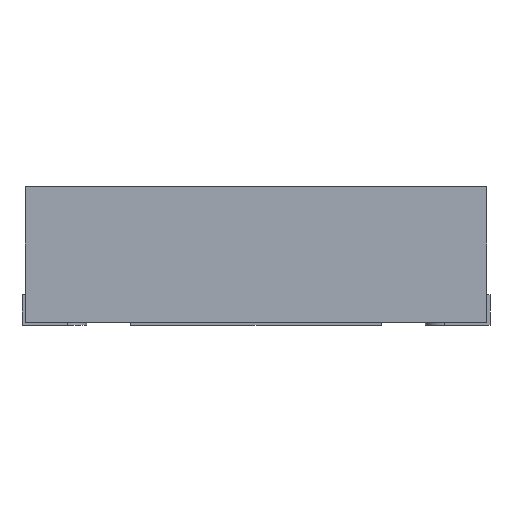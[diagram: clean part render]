
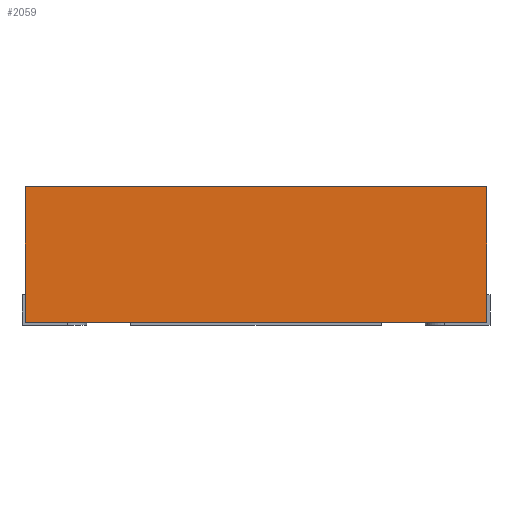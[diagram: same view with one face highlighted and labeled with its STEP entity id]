
A CAD part, left-side view. The second image highlights one B-rep face of the part: STEP entity #2059.
In plain terms, the highlighted planar face has unit normal (-1, 0, 0).
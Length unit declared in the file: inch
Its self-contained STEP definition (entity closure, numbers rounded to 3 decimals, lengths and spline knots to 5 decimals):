
#204 = PLANE('',#205);
#205 = AXIS2_PLACEMENT_3D('',#206,#207,#208);
#206 = CARTESIAN_POINT('',(0.00075,-0.01168,
    0.03543));
#207 = DIRECTION('',(0.,0.,-1.));
#208 = DIRECTION('',(-1.,0.,0.));
#299 = PLANE('',#300);
#300 = AXIS2_PLACEMENT_3D('',#301,#302,#303);
#301 = CARTESIAN_POINT('',(0.00075,-0.01168,
    0.00079));
#302 = DIRECTION('',(0.,0.,-1.));
#303 = DIRECTION('',(-1.,0.,0.));
#339 = PLANE('',#340);
#340 = AXIS2_PLACEMENT_3D('',#341,#342,#343);
#341 = CARTESIAN_POINT('',(0.03937,0.05906,
    0.00079));
#342 = DIRECTION('',(0.,-1.,0.));
#343 = DIRECTION('',(-1.,0.,0.));
#395 = PLANE('',#396);
#396 = AXIS2_PLACEMENT_3D('',#397,#398,#399);
#397 = CARTESIAN_POINT('',(0.03937,-0.05906,
    0.00079));
#398 = DIRECTION('',(0.,1.,0.));
#399 = DIRECTION('',(1.,0.,0.));
#921 = VERTEX_POINT('',#922);
#922 = CARTESIAN_POINT('',(-0.03937,-0.05906,
    0.00079));
#943 = EDGE_CURVE('',#921,#944,#946,.T.);
#944 = VERTEX_POINT('',#945);
#945 = CARTESIAN_POINT('',(-0.03937,0.05906,
    0.00079));
#946 = SURFACE_CURVE('',#947,(#951,#958),.PCURVE_S1.);
#947 = LINE('',#948,#949);
#948 = CARTESIAN_POINT('',(-0.03937,-0.05906,
    0.00079));
#949 = VECTOR('',#950,0.03937);
#950 = DIRECTION('',(0.,1.,0.));
#951 = PCURVE('',#299,#952);
#952 = DEFINITIONAL_REPRESENTATION('',(#953),#957);
#953 = LINE('',#954,#955);
#954 = CARTESIAN_POINT('',(0.04,-0.047));
#955 = VECTOR('',#956,1.);
#956 = DIRECTION('',(0.,1.));
#957 = ( GEOMETRIC_REPRESENTATION_CONTEXT(2) 
PARAMETRIC_REPRESENTATION_CONTEXT() REPRESENTATION_CONTEXT('2D SPACE',''
  ) );
#958 = PCURVE('',#959,#964);
#959 = PLANE('',#960);
#960 = AXIS2_PLACEMENT_3D('',#961,#962,#963);
#961 = CARTESIAN_POINT('',(-0.03937,-0.05906,
    0.00079));
#962 = DIRECTION('',(1.,0.,0.));
#963 = DIRECTION('',(0.,-1.,0.));
#964 = DEFINITIONAL_REPRESENTATION('',(#965),#969);
#965 = LINE('',#966,#967);
#966 = CARTESIAN_POINT('',(0.,0.));
#967 = VECTOR('',#968,1.);
#968 = DIRECTION('',(-1.,0.));
#969 = ( GEOMETRIC_REPRESENTATION_CONTEXT(2) 
PARAMETRIC_REPRESENTATION_CONTEXT() REPRESENTATION_CONTEXT('2D SPACE',''
  ) );
#1675 = VERTEX_POINT('',#1676);
#1676 = CARTESIAN_POINT('',(-0.03937,-0.05906,
    0.03543));
#1697 = EDGE_CURVE('',#921,#1675,#1698,.T.);
#1698 = SURFACE_CURVE('',#1699,(#1703,#1710),.PCURVE_S1.);
#1699 = LINE('',#1700,#1701);
#1700 = CARTESIAN_POINT('',(-0.03937,-0.05906,
    0.00079));
#1701 = VECTOR('',#1702,0.03937);
#1702 = DIRECTION('',(0.,0.,1.));
#1703 = PCURVE('',#395,#1704);
#1704 = DEFINITIONAL_REPRESENTATION('',(#1705),#1709);
#1705 = LINE('',#1706,#1707);
#1706 = CARTESIAN_POINT('',(-0.079,0.));
#1707 = VECTOR('',#1708,1.);
#1708 = DIRECTION('',(0.,-1.));
#1709 = ( GEOMETRIC_REPRESENTATION_CONTEXT(2) 
PARAMETRIC_REPRESENTATION_CONTEXT() REPRESENTATION_CONTEXT('2D SPACE',''
  ) );
#1710 = PCURVE('',#959,#1711);
#1711 = DEFINITIONAL_REPRESENTATION('',(#1712),#1716);
#1712 = LINE('',#1713,#1714);
#1713 = CARTESIAN_POINT('',(0.,0.));
#1714 = VECTOR('',#1715,1.);
#1715 = DIRECTION('',(0.,-1.));
#1716 = ( GEOMETRIC_REPRESENTATION_CONTEXT(2) 
PARAMETRIC_REPRESENTATION_CONTEXT() REPRESENTATION_CONTEXT('2D SPACE',''
  ) );
#1966 = VERTEX_POINT('',#1967);
#1967 = CARTESIAN_POINT('',(-0.03937,0.05906,
    0.03543));
#1988 = EDGE_CURVE('',#1675,#1966,#1989,.T.);
#1989 = SURFACE_CURVE('',#1990,(#1994,#2001),.PCURVE_S1.);
#1990 = LINE('',#1991,#1992);
#1991 = CARTESIAN_POINT('',(-0.03937,-0.05906,
    0.03543));
#1992 = VECTOR('',#1993,0.03937);
#1993 = DIRECTION('',(0.,1.,0.));
#1994 = PCURVE('',#204,#1995);
#1995 = DEFINITIONAL_REPRESENTATION('',(#1996),#2000);
#1996 = LINE('',#1997,#1998);
#1997 = CARTESIAN_POINT('',(0.04,-0.047));
#1998 = VECTOR('',#1999,1.);
#1999 = DIRECTION('',(0.,1.));
#2000 = ( GEOMETRIC_REPRESENTATION_CONTEXT(2) 
PARAMETRIC_REPRESENTATION_CONTEXT() REPRESENTATION_CONTEXT('2D SPACE',''
  ) );
#2001 = PCURVE('',#959,#2002);
#2002 = DEFINITIONAL_REPRESENTATION('',(#2003),#2007);
#2003 = LINE('',#2004,#2005);
#2004 = CARTESIAN_POINT('',(0.,-0.035));
#2005 = VECTOR('',#2006,1.);
#2006 = DIRECTION('',(-1.,0.));
#2007 = ( GEOMETRIC_REPRESENTATION_CONTEXT(2) 
PARAMETRIC_REPRESENTATION_CONTEXT() REPRESENTATION_CONTEXT('2D SPACE',''
  ) );
#2059 = ADVANCED_FACE('',(#2060),#959,.F.);
#2060 = FACE_BOUND('',#2061,.T.);
#2061 = EDGE_LOOP('',(#2062,#2063,#2084,#2085));
#2062 = ORIENTED_EDGE('',*,*,#1988,.T.);
#2063 = ORIENTED_EDGE('',*,*,#2064,.F.);
#2064 = EDGE_CURVE('',#944,#1966,#2065,.T.);
#2065 = SURFACE_CURVE('',#2066,(#2070,#2077),.PCURVE_S1.);
#2066 = LINE('',#2067,#2068);
#2067 = CARTESIAN_POINT('',(-0.03937,0.05906,
    0.00079));
#2068 = VECTOR('',#2069,0.03937);
#2069 = DIRECTION('',(0.,0.,1.));
#2070 = PCURVE('',#959,#2071);
#2071 = DEFINITIONAL_REPRESENTATION('',(#2072),#2076);
#2072 = LINE('',#2073,#2074);
#2073 = CARTESIAN_POINT('',(-0.118,0.));
#2074 = VECTOR('',#2075,1.);
#2075 = DIRECTION('',(0.,-1.));
#2076 = ( GEOMETRIC_REPRESENTATION_CONTEXT(2) 
PARAMETRIC_REPRESENTATION_CONTEXT() REPRESENTATION_CONTEXT('2D SPACE',''
  ) );
#2077 = PCURVE('',#339,#2078);
#2078 = DEFINITIONAL_REPRESENTATION('',(#2079),#2083);
#2079 = LINE('',#2080,#2081);
#2080 = CARTESIAN_POINT('',(0.079,0.));
#2081 = VECTOR('',#2082,1.);
#2082 = DIRECTION('',(0.,-1.));
#2083 = ( GEOMETRIC_REPRESENTATION_CONTEXT(2) 
PARAMETRIC_REPRESENTATION_CONTEXT() REPRESENTATION_CONTEXT('2D SPACE',''
  ) );
#2084 = ORIENTED_EDGE('',*,*,#943,.F.);
#2085 = ORIENTED_EDGE('',*,*,#1697,.T.);
